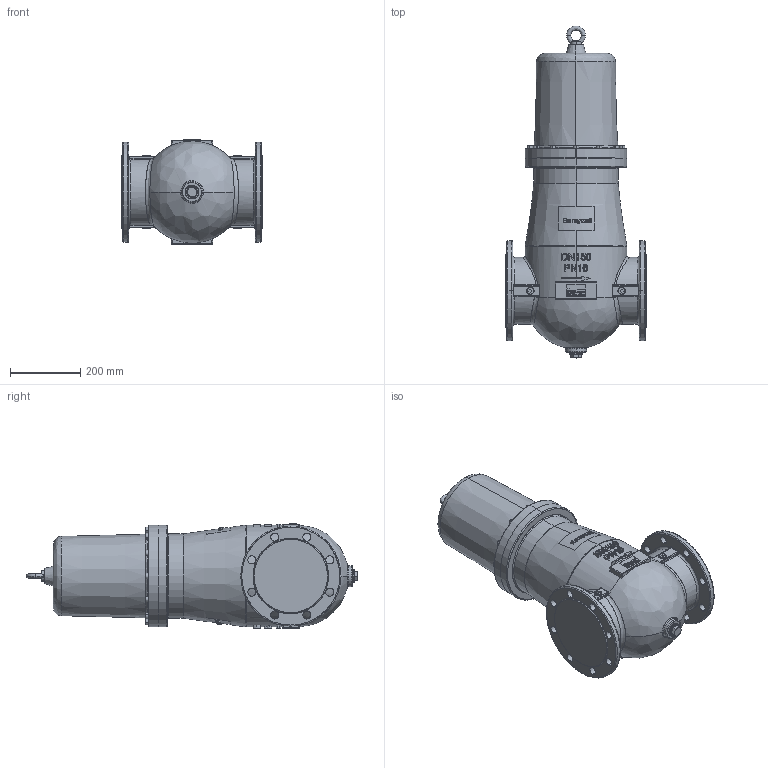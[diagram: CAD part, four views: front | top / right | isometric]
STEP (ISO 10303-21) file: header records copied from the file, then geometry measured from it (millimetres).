
FILE_DESCRIPTION (( 'STEP AP214' ), '1' );
FILE_NAME ('MB_3D_HON906_DN150_PN16.STEP', '2017-03-20T13:01:02', ( '' ), ( '' ), 'SwSTEP 2.0', 'SolidWorks 2015', '' );
FILE_SCHEMA (( 'AUTOMOTIVE_DESIGN' ));
Length unit declared in the file: millimetre
Products named in the file (1): MB_3D_HON906_DN150_PN16
Bounding box: 400 x 945.35 x 296.3 mm (x, y, z)
Surface area: 1045978.4 mm2 (no closed solid volume)
Topology: 0 solids, 3736 shells, 4063 faces, 18237 edges, 17893 vertices
Faces by surface type: bspline 1970, plane 1874, cylinder 164, cone 55
Entity records: 332836 total; most frequent: CARTESIAN_POINT 167150, ORIENTED_EDGE 19081, EDGE_CURVE 18203, VERTEX_POINT 17893, DIRECTION 16859, LINE 11067, VECTOR 11067, B_SPLINE_CURVE_WITH_KNOTS 6332
